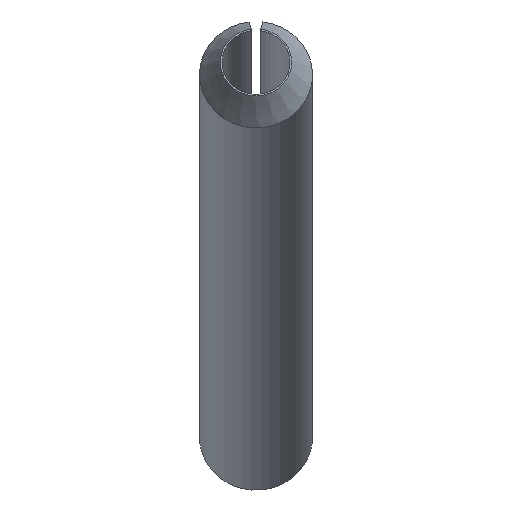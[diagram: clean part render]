
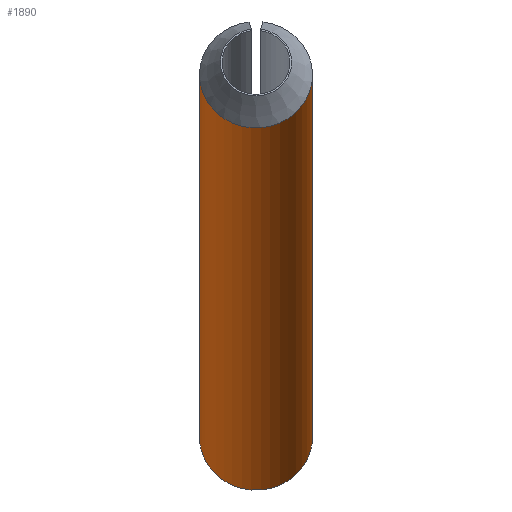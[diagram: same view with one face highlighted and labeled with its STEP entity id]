
A CAD part, left-side view. The second image highlights one B-rep face of the part: STEP entity #1890.
In plain terms, the highlighted cylindrical face has radius 2.5 mm (diameter 5 mm), a partial arc.
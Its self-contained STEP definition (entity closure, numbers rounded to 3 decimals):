
#1160=CARTESIAN_POINT('',(-23.4,0.309,
-2.481));
#1170=VERTEX_POINT('',#1160);
#1200=CARTESIAN_POINT('',(-23.4,0.,0.));
#1210=DIRECTION('',(-1.,0.,-0.));
#1220=DIRECTION('',(0.,1.,0.));
#1230=AXIS2_PLACEMENT_3D('',#1200,#1210,#1220);
#1240=CIRCLE('',#1230,2.5);
#1250=CARTESIAN_POINT('',(-23.4,-0.309,
-2.481));
#1260=VERTEX_POINT('',#1250);
#1270=EDGE_CURVE('',#1260,#1170,#1240,.T.);
#1520=CARTESIAN_POINT('',(23.4,0.309,
-2.481));
#1530=VERTEX_POINT('',#1520);
#1560=CARTESIAN_POINT('',(23.4,0.309,-2.481));
#1570=DIRECTION('',(-1.,0.,0.));
#1580=VECTOR('',#1570,1.);
#1590=LINE('',#1560,#1580);
#1600=EDGE_CURVE('',#1530,#1170,#1590,.T.);
#1650=CARTESIAN_POINT('',(-27.5,0.,0.));
#1660=DIRECTION('',(1.,0.,0.));
#1670=DIRECTION('',(0.,-1.,0.));
#1680=AXIS2_PLACEMENT_3D('',#1650,#1660,#1670);
#1690=CYLINDRICAL_SURFACE('',#1680,2.5);
#1700=CARTESIAN_POINT('',(-23.4,-0.309,-2.481));
#1710=DIRECTION('',(1.,0.,0.));
#1720=VECTOR('',#1710,1.);
#1730=LINE('',#1700,#1720);
#1740=CARTESIAN_POINT('',(23.4,-0.309,-2.481));
#1750=VERTEX_POINT('',#1740);
#1760=EDGE_CURVE('',#1260,#1750,#1730,.T.);
#1770=ORIENTED_EDGE('',*,*,#1760,.T.);
#1780=ORIENTED_EDGE('',*,*,#1270,.F.);
#1790=ORIENTED_EDGE('',*,*,#1600,.T.);
#1800=CARTESIAN_POINT('',(23.4,0.,0.));
#1810=DIRECTION('',(1.,0.,0.));
#1820=DIRECTION('',(0.,0.124,-0.992));
#1830=AXIS2_PLACEMENT_3D('',#1800,#1810,#1820);
#1840=CIRCLE('',#1830,2.5);
#1850=EDGE_CURVE('',#1530,#1750,#1840,.T.);
#1860=ORIENTED_EDGE('',*,*,#1850,.F.);
#1870=EDGE_LOOP('',(#1860,#1790,#1780,#1770));
#1880=FACE_OUTER_BOUND('',#1870,.T.);
#1890=ADVANCED_FACE('',(#1880),#1690,.T.);
